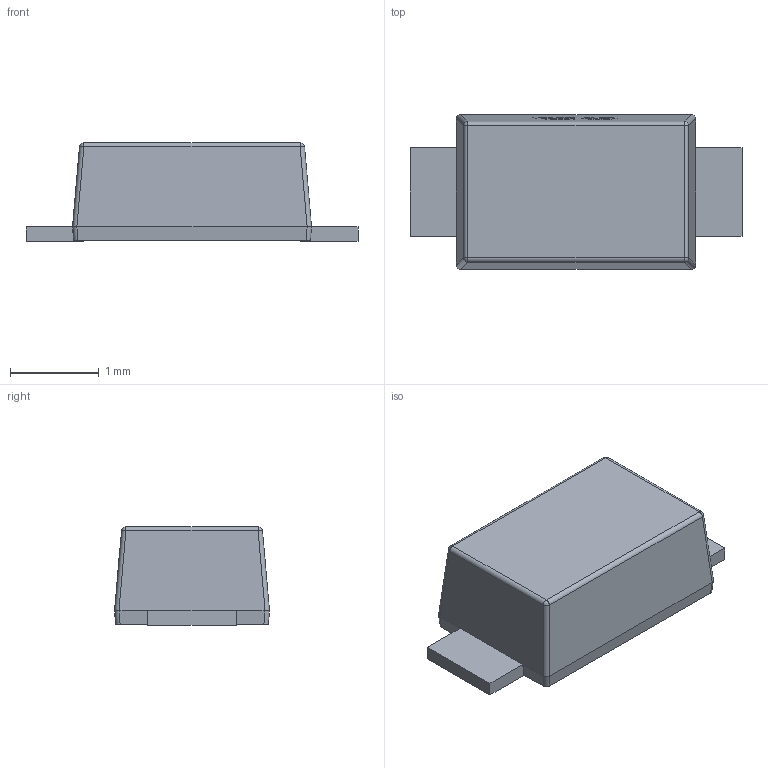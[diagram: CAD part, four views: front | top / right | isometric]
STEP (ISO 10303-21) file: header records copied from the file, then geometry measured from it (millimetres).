
FILE_DESCRIPTION (( 'STEP AP214' ), '1' );
FILE_NAME ('SOD-123FL_L2.7-W1.8-LS3.8-BI.step', '2022-07-29T07:43:30', ( '' ), ( '' ), 'SwSTEP 2.0', 'SolidWorks 2020', '' );
FILE_SCHEMA (( 'AUTOMOTIVE_DESIGN' ));
Length unit declared in the file: millimetre
Products named in the file (1): SOD-123FL_L2.7-W1.8-LS3.8-BI
Bounding box: 3.75 x 1.75 x 1.11 mm (x, y, z)
Volume: 5 mm3; surface area: 20.4 mm2
Topology: 1 solids, 1 shells, 264 faces, 705 edges, 462 vertices
Faces by surface type: plane 150, bspline 98, cylinder 12, sphere 4
Entity records: 11579 total; most frequent: CARTESIAN_POINT 2762, ORIENTED_EDGE 1410, DIRECTION 843, EDGE_CURVE 705, LINE 485, VECTOR 485, VERTEX_POINT 462, EDGE_LOOP 283
